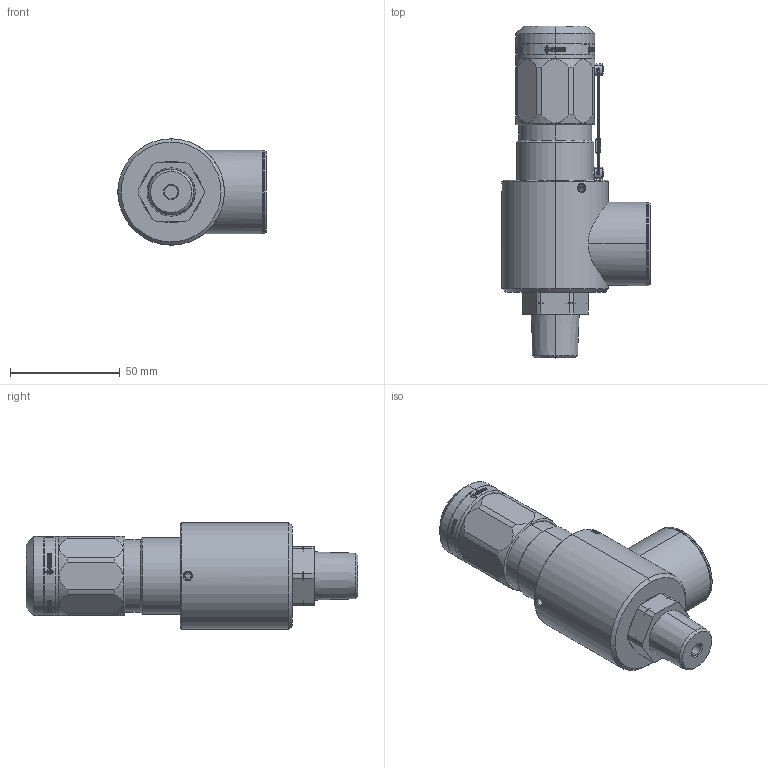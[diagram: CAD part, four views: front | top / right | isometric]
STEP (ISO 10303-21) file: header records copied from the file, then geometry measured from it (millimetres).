
FILE_DESCRIPTION (( 'STEP AP214' ), '1' );
FILE_NAME ('492TGO_10_NPTMNPTF_1525.STEP', '2022-07-25T09:02:20', ( '' ), ( '' ), 'SwSTEP 2.0', 'SolidWorks 2020', '' );
FILE_SCHEMA (( 'AUTOMOTIVE_DESIGN' ));
Length unit declared in the file: millimetre
Products named in the file (1): 492TGO_10_NPTMNPTF_1525
Bounding box: 67.5 x 151.25 x 48.5 mm (x, y, z)
Volume: 92895.1 mm3; surface area: 53990.9 mm2
Topology: 12 solids, 12 shells, 490 faces, 1765 edges, 1417 vertices
Faces by surface type: cylinder 265, plane 101, cone 86, torus 24, sphere 8, bspline 6
Entity records: 32759 total; most frequent: CARTESIAN_POINT 11413, ORIENTED_EDGE 3522, DIRECTION 3146, EDGE_CURVE 1761, VERTEX_POINT 1417, AXIS2_PLACEMENT_3D 1242, CIRCLE 757, VECTOR 662
